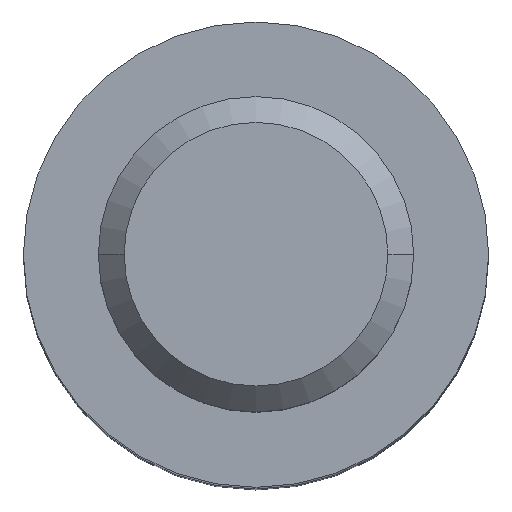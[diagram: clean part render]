
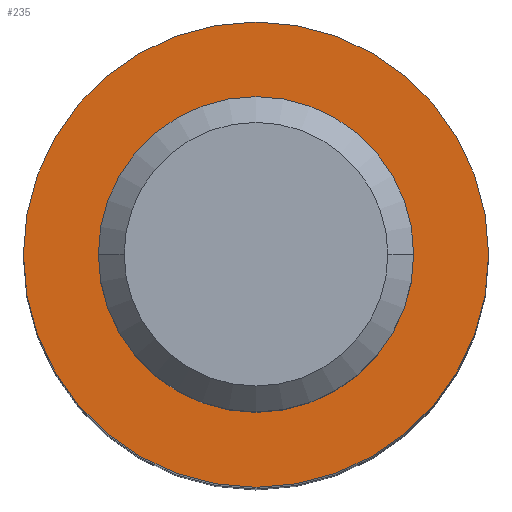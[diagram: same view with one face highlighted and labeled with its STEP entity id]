
A CAD part, top view. The second image highlights one B-rep face of the part: STEP entity #235.
In plain terms, the highlighted planar face has unit normal (0, 0, 1).
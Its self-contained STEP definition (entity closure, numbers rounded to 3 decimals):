
#174=CARTESIAN_POINT('Vertex',(-6.1,0.,59.)) ;
#177=CARTESIAN_POINT('Axis2P3D Location',(0.,0.,59.)) ;
#181=CARTESIAN_POINT('Vertex',(6.1,0.,59.)) ;
#196=CARTESIAN_POINT('Axis2P3D Location',(0.,0.,59.)) ;
#208=CARTESIAN_POINT('Axis2P3D Location',(0.,0.,59.)) ;
#213=CARTESIAN_POINT('Axis2P3D Location',(0.,0.,59.)) ;
#217=CARTESIAN_POINT('Vertex',(9.,0.,59.)) ;
#219=CARTESIAN_POINT('Vertex',(-9.,0.,59.)) ;
#222=CARTESIAN_POINT('Axis2P3D Location',(0.,0.,59.)) ;
#178=DIRECTION('Axis2P3D Direction',(0.,0.,1.)) ;
#197=DIRECTION('Axis2P3D Direction',(0.,0.,1.)) ;
#209=DIRECTION('Axis2P3D Direction',(0.,0.,1.)) ;
#210=DIRECTION('Axis2P3D XDirection',(1.,0.,0.)) ;
#214=DIRECTION('Axis2P3D Direction',(0.,0.,1.)) ;
#223=DIRECTION('Axis2P3D Direction',(0.,0.,1.)) ;
#179=AXIS2_PLACEMENT_3D('Circle Axis2P3D',#177,#178,$) ;
#198=AXIS2_PLACEMENT_3D('Circle Axis2P3D',#196,#197,$) ;
#211=AXIS2_PLACEMENT_3D('Plane Axis2P3D',#208,#209,#210) ;
#215=AXIS2_PLACEMENT_3D('Circle Axis2P3D',#213,#214,$) ;
#224=AXIS2_PLACEMENT_3D('Circle Axis2P3D',#222,#223,$) ;
#228=ORIENTED_EDGE('',*,*,#221,.T.) ;
#229=ORIENTED_EDGE('',*,*,#226,.T.) ;
#232=ORIENTED_EDGE('',*,*,#200,.F.) ;
#233=ORIENTED_EDGE('',*,*,#183,.F.) ;
#234=FACE_BOUND('',#231,.T.) ;
#235=ADVANCED_FACE('Corps principal',(#230,#234),#212,.T.) ;
#180=CIRCLE('generated circle',#179,6.1) ;
#199=CIRCLE('generated circle',#198,6.1) ;
#216=CIRCLE('generated circle',#215,9.) ;
#225=CIRCLE('generated circle',#224,9.) ;
#183=EDGE_CURVE('',#175,#182,#180,.T.) ;
#200=EDGE_CURVE('',#182,#175,#199,.T.) ;
#221=EDGE_CURVE('',#218,#220,#216,.T.) ;
#226=EDGE_CURVE('',#220,#218,#225,.T.) ;
#227=EDGE_LOOP('',(#228,#229)) ;
#231=EDGE_LOOP('',(#232,#233)) ;
#230=FACE_OUTER_BOUND('',#227,.T.) ;
#212=PLANE('',#211) ;
#175=VERTEX_POINT('',#174) ;
#182=VERTEX_POINT('',#181) ;
#218=VERTEX_POINT('',#217) ;
#220=VERTEX_POINT('',#219) ;
